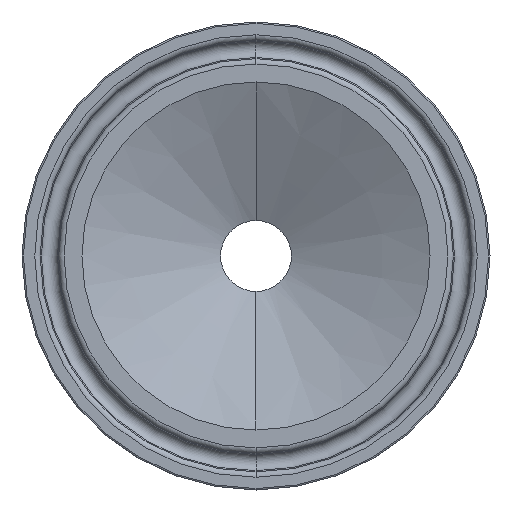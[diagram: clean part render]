
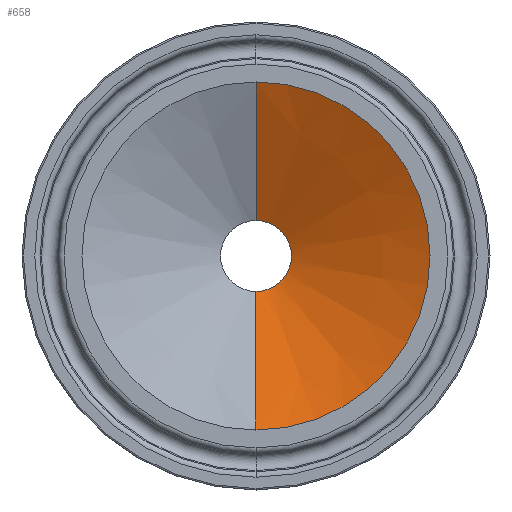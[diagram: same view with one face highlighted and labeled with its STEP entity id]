
A CAD part, left-side view. The second image highlights one B-rep face of the part: STEP entity #658.
In plain terms, the highlighted conical face has half-angle 64.991 degrees and reference radius 23.8 mm.
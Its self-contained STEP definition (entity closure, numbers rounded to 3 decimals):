
#64 = CARTESIAN_POINT ( 'NONE',  ( 0., 0., 0. ) ) ;
#73 = EDGE_CURVE ( 'NONE', #1146, #636, #1155, .T. ) ;
#104 = AXIS2_PLACEMENT_3D ( 'NONE', #64, #794, #162 ) ;
#120 = CONICAL_SURFACE ( 'NONE', #104, 23.8, 1.134 ) ;
#148 = DIRECTION ( 'NONE',  ( -0.423, 0., 0.906 ) ) ;
#162 = DIRECTION ( 'NONE',  ( 0., 0., 1. ) ) ;
#174 = LINE ( 'NONE', #332, #192 ) ;
#177 = CARTESIAN_POINT ( 'NONE',  ( 8.84, 0., 4.85 ) ) ;
#184 = LINE ( 'NONE', #915, #211 ) ;
#192 = VECTOR ( 'NONE', #148, 1000. ) ;
#211 = VECTOR ( 'NONE', #910, 1000. ) ;
#267 = CARTESIAN_POINT ( 'NONE',  ( 0., 0., -23.8 ) ) ;
#276 = DIRECTION ( 'NONE',  ( 0., 0., -1. ) ) ;
#284 = EDGE_CURVE ( 'NONE', #532, #636, #184, .T. ) ;
#332 = CARTESIAN_POINT ( 'NONE',  ( 0., 0., 23.8 ) ) ;
#338 = FACE_OUTER_BOUND ( 'NONE', #584, .T. ) ;
#356 = CARTESIAN_POINT ( 'NONE',  ( 0., 0., 0. ) ) ;
#359 = ORIENTED_EDGE ( 'NONE', *, *, #948, .T. ) ;
#476 = CARTESIAN_POINT ( 'NONE',  ( 8.84, 0., 0. ) ) ;
#532 = VERTEX_POINT ( 'NONE', #701 ) ;
#584 = EDGE_LOOP ( 'NONE', ( #359, #1022, #1127, #1061 ) ) ;
#636 = VERTEX_POINT ( 'NONE', #267 ) ;
#637 = AXIS2_PLACEMENT_3D ( 'NONE', #356, #891, #1084 ) ;
#658 = ADVANCED_FACE ( 'NONE', ( #338 ), #120, .F. ) ;
#663 = EDGE_CURVE ( 'NONE', #814, #1146, #174, .T. ) ;
#701 = CARTESIAN_POINT ( 'NONE',  ( 8.84, 0., -4.85 ) ) ;
#714 = CIRCLE ( 'NONE', #930, 4.85 ) ;
#794 = DIRECTION ( 'NONE',  ( -1., 0., 0. ) ) ;
#814 = VERTEX_POINT ( 'NONE', #177 ) ;
#831 = DIRECTION ( 'NONE',  ( 1., 0., 0. ) ) ;
#888 = CARTESIAN_POINT ( 'NONE',  ( 0., 0., 23.8 ) ) ;
#891 = DIRECTION ( 'NONE',  ( 1., 0., 0. ) ) ;
#910 = DIRECTION ( 'NONE',  ( -0.423, 0., -0.906 ) ) ;
#915 = CARTESIAN_POINT ( 'NONE',  ( 0., 0., -23.8 ) ) ;
#930 = AXIS2_PLACEMENT_3D ( 'NONE', #476, #831, #276 ) ;
#948 = EDGE_CURVE ( 'NONE', #814, #532, #714, .T. ) ;
#1022 = ORIENTED_EDGE ( 'NONE', *, *, #284, .T. ) ;
#1061 = ORIENTED_EDGE ( 'NONE', *, *, #663, .F. ) ;
#1084 = DIRECTION ( 'NONE',  ( 0., 0., -1. ) ) ;
#1127 = ORIENTED_EDGE ( 'NONE', *, *, #73, .F. ) ;
#1146 = VERTEX_POINT ( 'NONE', #888 ) ;
#1155 = CIRCLE ( 'NONE', #637, 23.8 ) ;
